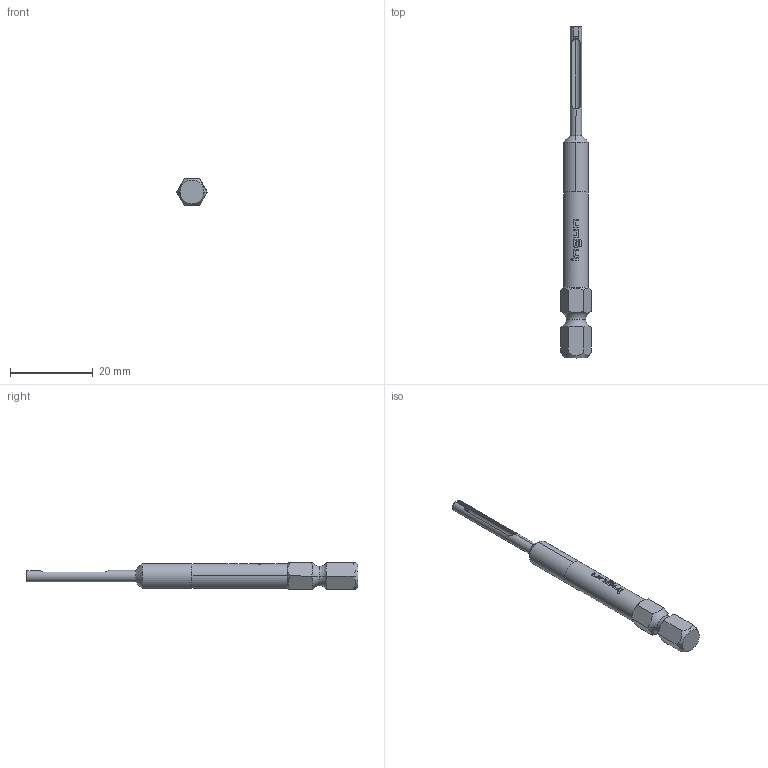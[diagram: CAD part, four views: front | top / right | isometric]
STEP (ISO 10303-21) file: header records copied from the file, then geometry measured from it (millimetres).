
FILE_DESCRIPTION (( 'STEP AP203' ), '1' );
FILE_NAME ('INGUN_BIT-GKS-899_M.STEP', '2022-03-08T15:59:46', ( 'ochi' ), ( '' ), 'SwSTEP 2.0', 'SolidWorks 2018', '' );
FILE_SCHEMA (( 'CONFIG_CONTROL_DESIGN' ));
Length unit declared in the file: millimetre
Products named in the file (1): INGUN_BIT-GKS-899_M
Bounding box: 7.33 x 80 x 6.35 mm (x, y, z)
Volume: 1605.7 mm3; surface area: 1461.9 mm2
Topology: 1 solids, 1 shells, 126 faces, 332 edges, 214 vertices
Faces by surface type: plane 68, cylinder 24, bspline 22, cone 8, torus 4
Entity records: 4456 total; most frequent: CARTESIAN_POINT 1507, ORIENTED_EDGE 664, DIRECTION 499, EDGE_CURVE 332, VERTEX_POINT 214, AXIS2_PLACEMENT_3D 184, EDGE_LOOP 132, VECTOR 131
